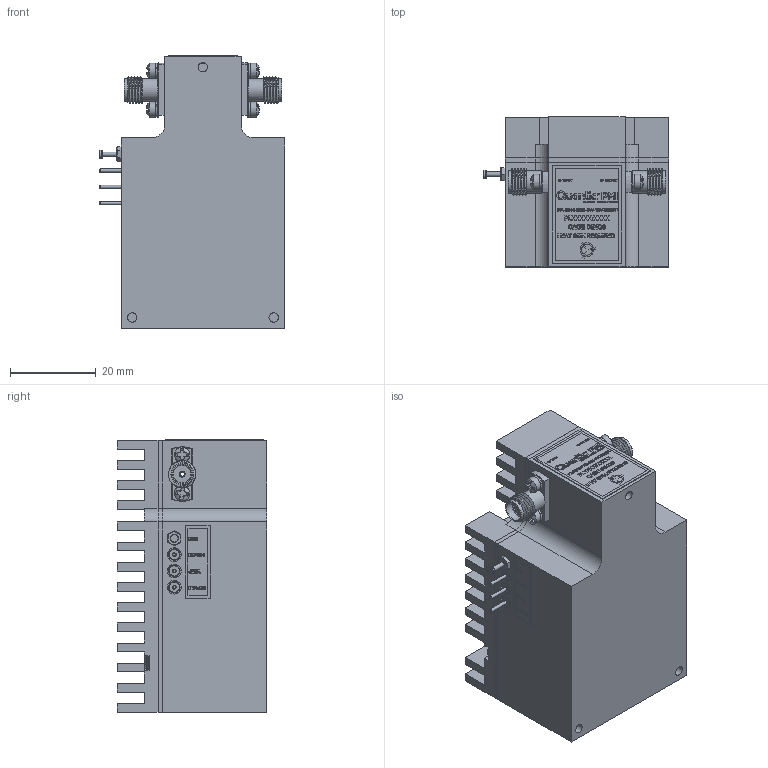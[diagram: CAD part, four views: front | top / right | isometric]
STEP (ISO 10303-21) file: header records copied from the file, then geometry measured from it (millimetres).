
FILE_DESCRIPTION (( 'STEP AP214' ), '1' );
FILE_NAME ('PA-2040-22G-8W-18V-292FF.STEP', '2025-04-08T13:56:25', ( '' ), ( '' ), 'SwSTEP 2.0', 'SolidWorks 2024', '' );
FILE_SCHEMA (( 'AUTOMOTIVE_DESIGN' ));
Length unit declared in the file: inch
Products named in the file (1): PA-2040-22G-8W-18V-292FF
Bounding box: 43.21 x 34.92 x 63.68 mm (x, y, z)
Surface area: 21721.6 mm2 (no closed solid volume)
Topology: 0 solids, 31 shells, 605 faces, 3138 edges, 2680 vertices
Faces by surface type: plane 412, cylinder 87, torus 45, cone 35, bspline 15, sphere 11
Full cylindrical faces by diameter (mm): 0.762 x3, 1.016 x1, 1.067 x1, 1.93 x1, 2.184 x3, 2.489 x3, 2.667 x3, 2.946 x3, 3.175 x3, 3.556 x4, 3.571 x2, 4.191 x2, 4.597 x2, 5.283 x4
Entity records: 47049 total; most frequent: CARTESIAN_POINT 15428, ORIENTED_EDGE 5327, DIRECTION 3942, EDGE_CURVE 3059, VERTEX_POINT 2671, LINE 1668, VECTOR 1668, AXIS2_PLACEMENT_3D 1137
